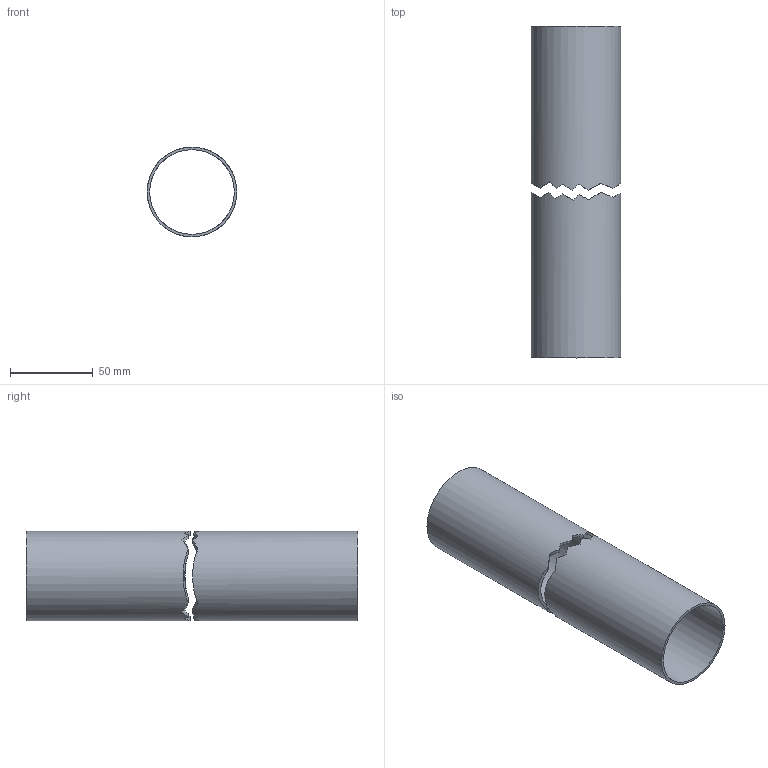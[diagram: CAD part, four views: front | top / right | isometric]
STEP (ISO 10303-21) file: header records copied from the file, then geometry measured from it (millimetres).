
FILE_DESCRIPTION(/* description */ (''),/* implementation_level */ '2;1');
FILE_NAME(/* name */ '49108.stp',/* time_stamp */ '2023-09-08T11:41:18+02:00',/* author */ ('JANAN'),/* organization */ (''),/* preprocessor_version */ 'ST-DEVELOPER v19.2',/* originating_system */ 'Autodesk Inventor 2023',/* authorisation */ '');
FILE_SCHEMA (('AUTOMOTIVE_DESIGN { 1 0 10303 214 3 1 1 }'));
Length unit declared in the file: millimetre
Products named in the file (1): tmpD1E0.tmp
Bounding box: 54 x 200 x 54 mm (x, y, z)
Volume: 48026.2 mm3; surface area: 65111.3 mm2
Topology: 2 solids, 2 shells, 42 faces, 120 edges, 80 vertices
Faces by surface type: plane 38, cylinder 4
Full cylindrical faces by diameter (mm): 51 x2, 54 x2
Entity records: 1516 total; most frequent: DIRECTION 286, CARTESIAN_POINT 243, ORIENTED_EDGE 240, AXIS2_PLACEMENT_3D 123, EDGE_CURVE 120, VERTEX_POINT 80, ELLIPSE 76, EDGE_LOOP 44
